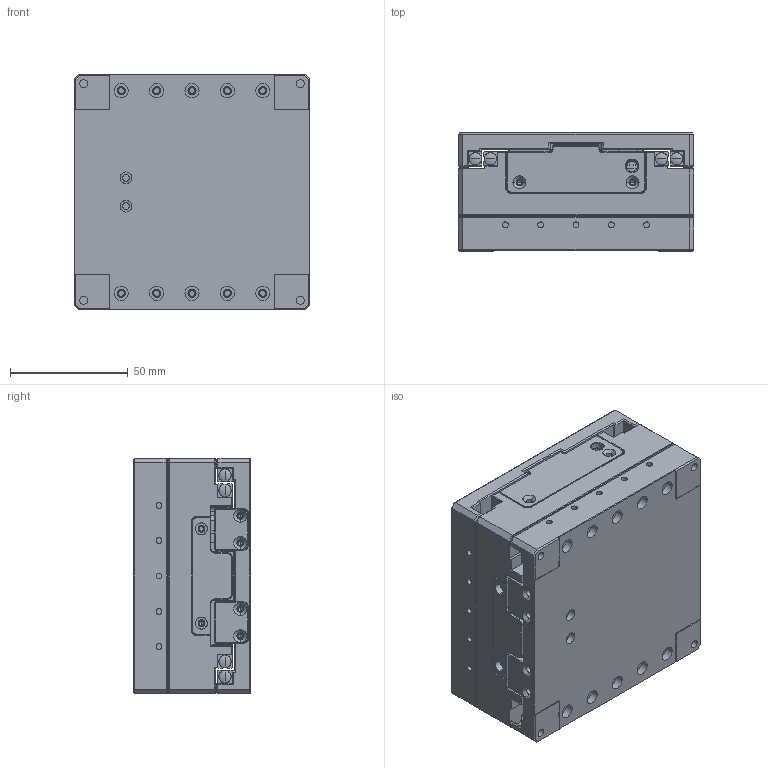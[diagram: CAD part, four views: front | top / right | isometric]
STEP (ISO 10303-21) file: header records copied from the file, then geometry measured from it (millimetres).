
FILE_DESCRIPTION (( 'STEP AP203' ), '1' );
FILE_NAME ('FMSXY100-20-A.STEP', '2022-11-18T12:43:00', ( '' ), ( '' ), 'SwSTEP 2.0', 'SolidWorks 2017', '' );
FILE_SCHEMA (( 'CONFIG_CONTROL_DESIGN' ));
Products named in the file (1): FMSXY100-20-A
Bounding box: 100 x 50 x 100 mm (x, y, z)
Surface area: 160147.3 mm2 (no closed solid volume)
Topology: 0 solids, 69 shells, 3454 faces, 8593 edges, 5271 vertices
Faces by surface type: plane 1741, cylinder 1097, cone 530, bspline 52, torus 34
Entity records: 101968 total; most frequent: CARTESIAN_POINT 18283, DIRECTION 18065, ORIENTED_EDGE 16798, EDGE_CURVE 8411, AXIS2_PLACEMENT_3D 6373, VECTOR 5319, LINE 5319, VERTEX_POINT 5271
